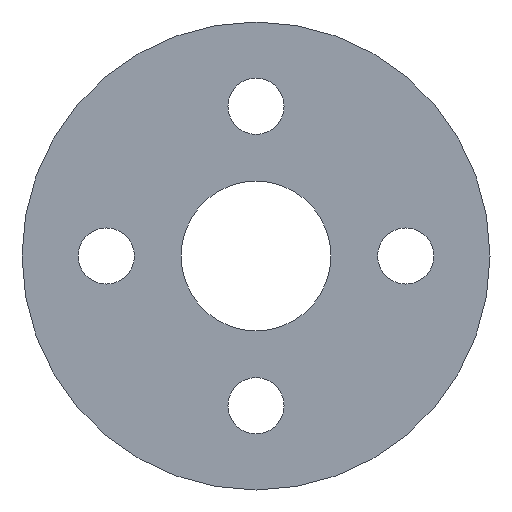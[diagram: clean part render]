
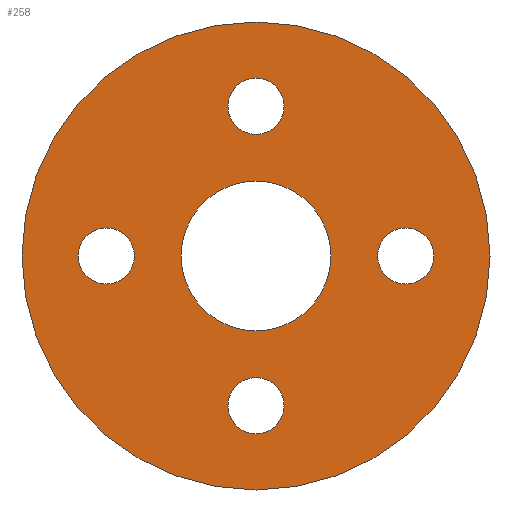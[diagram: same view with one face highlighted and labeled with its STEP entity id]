
A CAD part, front view. The second image highlights one B-rep face of the part: STEP entity #258.
In plain terms, the highlighted planar face has unit normal (0, -1, 0).
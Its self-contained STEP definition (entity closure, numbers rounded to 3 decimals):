
#1=CARTESIAN_POINT('',(0.,0.,0.));
#2=DIRECTION('',(0.,1.,0.));
#3=DIRECTION('',(1.,0.,0.));
#4=AXIS2_PLACEMENT_3D('',#1,#2,#3);
#6=CARTESIAN_POINT('',(0.,0.,0.));
#7=DIRECTION('',(0.,1.,0.));
#8=DIRECTION('',(-1.,0.,0.));
#9=AXIS2_PLACEMENT_3D('',#6,#7,#8);
#11=CARTESIAN_POINT('',(0.,0.,0.));
#12=DIRECTION('',(0.,1.,0.));
#13=DIRECTION('',(1.,0.,0.));
#14=AXIS2_PLACEMENT_3D('',#11,#12,#13);
#16=CARTESIAN_POINT('',(0.,0.,0.));
#17=DIRECTION('',(0.,1.,0.));
#18=DIRECTION('',(-1.,0.,0.));
#19=AXIS2_PLACEMENT_3D('',#16,#17,#18);
#21=CARTESIAN_POINT('',(0.,0.,-8.));
#22=DIRECTION('',(0.,1.,0.));
#23=DIRECTION('',(1.,0.,0.));
#24=AXIS2_PLACEMENT_3D('',#21,#22,#23);
#26=CARTESIAN_POINT('',(0.,0.,-8.));
#27=DIRECTION('',(0.,1.,0.));
#28=DIRECTION('',(-1.,0.,0.));
#29=AXIS2_PLACEMENT_3D('',#26,#27,#28);
#31=CARTESIAN_POINT('',(8.,0.,0.));
#32=DIRECTION('',(0.,1.,0.));
#33=DIRECTION('',(1.,0.,0.));
#34=AXIS2_PLACEMENT_3D('',#31,#32,#33);
#36=CARTESIAN_POINT('',(8.,0.,0.));
#37=DIRECTION('',(0.,1.,0.));
#38=DIRECTION('',(-1.,0.,0.));
#39=AXIS2_PLACEMENT_3D('',#36,#37,#38);
#41=CARTESIAN_POINT('',(-8.,0.,0.));
#42=DIRECTION('',(0.,1.,0.));
#43=DIRECTION('',(1.,0.,0.));
#44=AXIS2_PLACEMENT_3D('',#41,#42,#43);
#46=CARTESIAN_POINT('',(-8.,0.,0.));
#47=DIRECTION('',(0.,1.,0.));
#48=DIRECTION('',(-1.,0.,0.));
#49=AXIS2_PLACEMENT_3D('',#46,#47,#48);
#51=CARTESIAN_POINT('',(0.,0.,8.));
#52=DIRECTION('',(0.,1.,0.));
#53=DIRECTION('',(1.,0.,0.));
#54=AXIS2_PLACEMENT_3D('',#51,#52,#53);
#56=CARTESIAN_POINT('',(0.,0.,8.));
#57=DIRECTION('',(0.,1.,0.));
#58=DIRECTION('',(-1.,0.,0.));
#59=AXIS2_PLACEMENT_3D('',#56,#57,#58);
#169=CARTESIAN_POINT('',(12.5,0.,0.));
#170=CARTESIAN_POINT('',(-12.5,0.,0.));
#171=VERTEX_POINT('',#169);
#172=VERTEX_POINT('',#170);
#177=CARTESIAN_POINT('',(4.,0.,0.));
#178=CARTESIAN_POINT('',(-4.,0.,0.));
#179=VERTEX_POINT('',#177);
#180=VERTEX_POINT('',#178);
#181=CARTESIAN_POINT('',(1.5,0.,-8.));
#182=CARTESIAN_POINT('',(-1.5,0.,-8.));
#183=VERTEX_POINT('',#181);
#184=VERTEX_POINT('',#182);
#185=CARTESIAN_POINT('',(9.5,0.,0.));
#186=CARTESIAN_POINT('',(6.5,0.,0.));
#187=VERTEX_POINT('',#185);
#188=VERTEX_POINT('',#186);
#189=CARTESIAN_POINT('',(-6.5,0.,0.));
#190=CARTESIAN_POINT('',(-9.5,0.,0.));
#191=VERTEX_POINT('',#189);
#192=VERTEX_POINT('',#190);
#193=CARTESIAN_POINT('',(1.5,0.,8.));
#194=CARTESIAN_POINT('',(-1.5,0.,8.));
#195=VERTEX_POINT('',#193);
#196=VERTEX_POINT('',#194);
#217=CARTESIAN_POINT('',(0.,0.,0.));
#218=DIRECTION('',(0.,1.,0.));
#219=DIRECTION('',(1.,0.,0.));
#220=AXIS2_PLACEMENT_3D('',#217,#218,#219);
#221=PLANE('',#220);
#223=ORIENTED_EDGE('',*,*,#222,.T.);
#225=ORIENTED_EDGE('',*,*,#224,.T.);
#226=EDGE_LOOP('',(#223,#225));
#227=FACE_OUTER_BOUND('',#226,.F.);
#229=ORIENTED_EDGE('',*,*,#228,.F.);
#231=ORIENTED_EDGE('',*,*,#230,.F.);
#232=EDGE_LOOP('',(#229,#231));
#233=FACE_BOUND('',#232,.F.);
#235=ORIENTED_EDGE('',*,*,#234,.F.);
#237=ORIENTED_EDGE('',*,*,#236,.F.);
#238=EDGE_LOOP('',(#235,#237));
#239=FACE_BOUND('',#238,.F.);
#241=ORIENTED_EDGE('',*,*,#240,.F.);
#243=ORIENTED_EDGE('',*,*,#242,.F.);
#244=EDGE_LOOP('',(#241,#243));
#245=FACE_BOUND('',#244,.F.);
#247=ORIENTED_EDGE('',*,*,#246,.F.);
#249=ORIENTED_EDGE('',*,*,#248,.F.);
#250=EDGE_LOOP('',(#247,#249));
#251=FACE_BOUND('',#250,.F.);
#253=ORIENTED_EDGE('',*,*,#252,.F.);
#255=ORIENTED_EDGE('',*,*,#254,.F.);
#256=EDGE_LOOP('',(#253,#255));
#257=FACE_BOUND('',#256,.F.);
#258=ADVANCED_FACE('',(#227,#233,#239,#245,#251,#257),#221,.F.);
#5=CIRCLE('',#4,12.5);
#10=CIRCLE('',#9,12.5);
#15=CIRCLE('',#14,4.);
#20=CIRCLE('',#19,4.);
#25=CIRCLE('',#24,1.5);
#30=CIRCLE('',#29,1.5);
#35=CIRCLE('',#34,1.5);
#40=CIRCLE('',#39,1.5);
#45=CIRCLE('',#44,1.5);
#50=CIRCLE('',#49,1.5);
#55=CIRCLE('',#54,1.5);
#60=CIRCLE('',#59,1.5);
#222=EDGE_CURVE('',#171,#172,#5,.T.);
#224=EDGE_CURVE('',#172,#171,#10,.T.);
#228=EDGE_CURVE('',#179,#180,#15,.T.);
#230=EDGE_CURVE('',#180,#179,#20,.T.);
#234=EDGE_CURVE('',#183,#184,#25,.T.);
#236=EDGE_CURVE('',#184,#183,#30,.T.);
#240=EDGE_CURVE('',#187,#188,#35,.T.);
#242=EDGE_CURVE('',#188,#187,#40,.T.);
#246=EDGE_CURVE('',#191,#192,#45,.T.);
#248=EDGE_CURVE('',#192,#191,#50,.T.);
#252=EDGE_CURVE('',#195,#196,#55,.T.);
#254=EDGE_CURVE('',#196,#195,#60,.T.);
